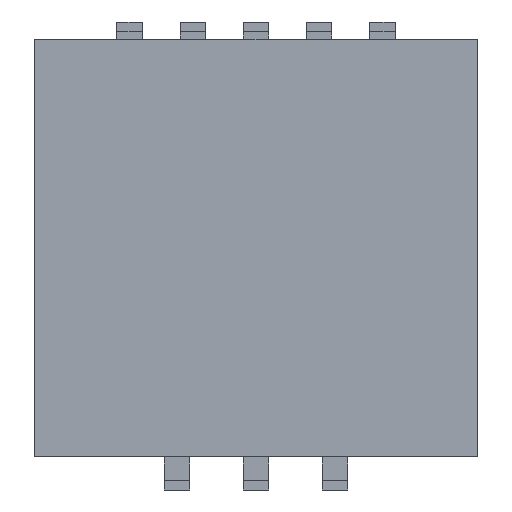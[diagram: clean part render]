
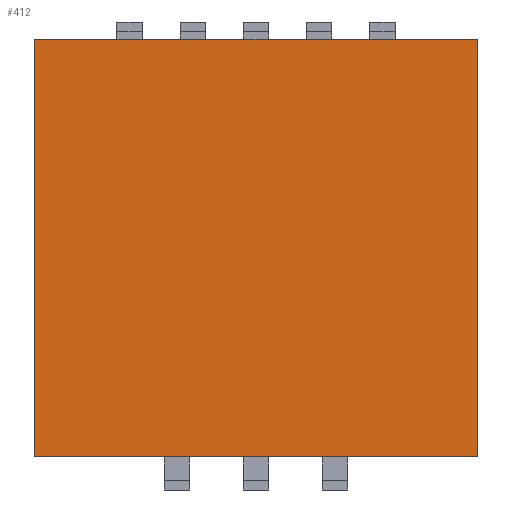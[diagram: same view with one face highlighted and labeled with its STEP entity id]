
A CAD part, front view. The second image highlights one B-rep face of the part: STEP entity #412.
In plain terms, the highlighted planar face has unit normal (0, -1, 0).
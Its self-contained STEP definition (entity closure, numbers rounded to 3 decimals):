
#80 = CARTESIAN_POINT ( 'NONE',  ( 0., 0., 0. ) ) ;
#219 = LINE ( 'NONE', #965, #399 ) ;
#399 = VECTOR ( 'NONE', #1537, 1000. ) ;
#412 = ADVANCED_FACE ( 'NONE', ( #1054 ), #2393, .F. ) ;
#638 = VERTEX_POINT ( 'NONE', #2093 ) ;
#658 = LINE ( 'NONE', #1772, #2062 ) ;
#759 = CARTESIAN_POINT ( 'NONE',  ( -7., 0., -6.6 ) ) ;
#810 = EDGE_CURVE ( 'NONE', #2397, #1473, #658, .T. ) ;
#935 = EDGE_LOOP ( 'NONE', ( #1062, #2060, #1983, #2176 ) ) ;
#965 = CARTESIAN_POINT ( 'NONE',  ( 7., 0., -6.6 ) ) ;
#1039 = AXIS2_PLACEMENT_3D ( 'NONE', #80, #1391, #1959 ) ;
#1054 = FACE_OUTER_BOUND ( 'NONE', #935, .T. ) ;
#1057 = EDGE_CURVE ( 'NONE', #1061, #638, #1928, .T. ) ;
#1061 = VERTEX_POINT ( 'NONE', #1115 ) ;
#1062 = ORIENTED_EDGE ( 'NONE', *, *, #1363, .F. ) ;
#1065 = VECTOR ( 'NONE', #2102, 1000. ) ;
#1115 = CARTESIAN_POINT ( 'NONE',  ( -7., 0., 6.6 ) ) ;
#1132 = EDGE_CURVE ( 'NONE', #638, #2397, #219, .T. ) ;
#1297 = CARTESIAN_POINT ( 'NONE',  ( 7., 0., -6.6 ) ) ;
#1363 = EDGE_CURVE ( 'NONE', #1473, #1061, #1737, .T. ) ;
#1391 = DIRECTION ( 'NONE',  ( 0., 1., 0. ) ) ;
#1473 = VERTEX_POINT ( 'NONE', #759 ) ;
#1499 = CARTESIAN_POINT ( 'NONE',  ( -7., 0., 6.6 ) ) ;
#1537 = DIRECTION ( 'NONE',  ( 0., 0., -1. ) ) ;
#1737 = LINE ( 'NONE', #1894, #2420 ) ;
#1772 = CARTESIAN_POINT ( 'NONE',  ( -7., 0., -6.6 ) ) ;
#1894 = CARTESIAN_POINT ( 'NONE',  ( -7., 0., -6.6 ) ) ;
#1928 = LINE ( 'NONE', #1499, #1065 ) ;
#1955 = DIRECTION ( 'NONE',  ( -1., 0., 0. ) ) ;
#1959 = DIRECTION ( 'NONE',  ( 0., 0., 1. ) ) ;
#1983 = ORIENTED_EDGE ( 'NONE', *, *, #1132, .F. ) ;
#2060 = ORIENTED_EDGE ( 'NONE', *, *, #810, .F. ) ;
#2062 = VECTOR ( 'NONE', #1955, 1000. ) ;
#2068 = DIRECTION ( 'NONE',  ( 0., 0., 1. ) ) ;
#2093 = CARTESIAN_POINT ( 'NONE',  ( 7., 0., 6.6 ) ) ;
#2102 = DIRECTION ( 'NONE',  ( 1., 0., 0. ) ) ;
#2176 = ORIENTED_EDGE ( 'NONE', *, *, #1057, .F. ) ;
#2393 = PLANE ( 'NONE',  #1039 ) ;
#2397 = VERTEX_POINT ( 'NONE', #1297 ) ;
#2420 = VECTOR ( 'NONE', #2068, 1000. ) ;
